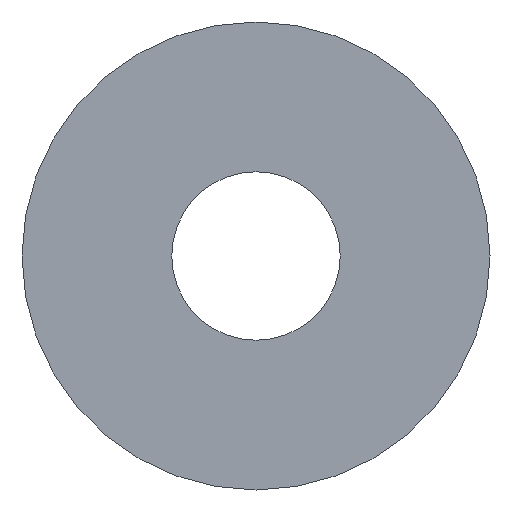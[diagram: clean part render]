
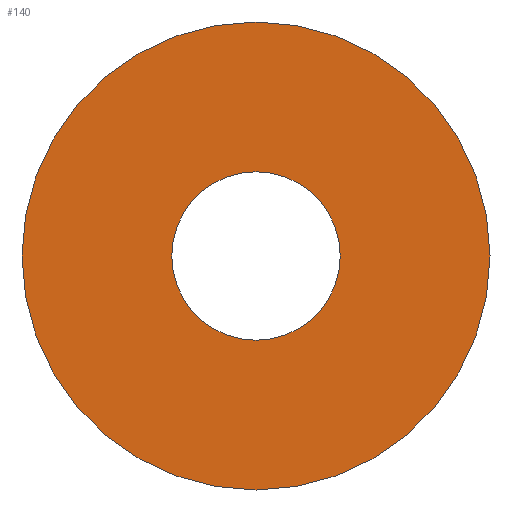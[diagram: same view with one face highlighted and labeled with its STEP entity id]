
A CAD part, front view. The second image highlights one B-rep face of the part: STEP entity #140.
In plain terms, the highlighted planar face has unit normal (0, -1, 0).
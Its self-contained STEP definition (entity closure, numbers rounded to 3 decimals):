
#21 = ORIENTED_EDGE ( 'NONE', *, *, #53, .T. ) ;
#23 = VERTEX_POINT ( 'NONE', #86 ) ;
#25 = CIRCLE ( 'NONE', #49, 7.5 ) ;
#28 = EDGE_CURVE ( 'NONE', #107, #157, #25, .T. ) ;
#49 = AXIS2_PLACEMENT_3D ( 'NONE', #193, #121, #60 ) ;
#50 = DIRECTION ( 'NONE',  ( 0., 0., 1. ) ) ;
#51 = PLANE ( 'NONE',  #79 ) ;
#53 = EDGE_CURVE ( 'NONE', #118, #23, #177, .T. ) ;
#60 = DIRECTION ( 'NONE',  ( 0., 0., 1. ) ) ;
#64 = CARTESIAN_POINT ( 'NONE',  ( 0., 0., 0. ) ) ;
#69 = AXIS2_PLACEMENT_3D ( 'NONE', #245, #228, #174 ) ;
#79 = AXIS2_PLACEMENT_3D ( 'NONE', #64, #189, #50 ) ;
#86 = CARTESIAN_POINT ( 'NONE',  ( 0., 0., 2.7 ) ) ;
#87 = AXIS2_PLACEMENT_3D ( 'NONE', #128, #133, #89 ) ;
#89 = DIRECTION ( 'NONE',  ( 0., 0., 1. ) ) ;
#101 = ORIENTED_EDGE ( 'NONE', *, *, #223, .F. ) ;
#107 = VERTEX_POINT ( 'NONE', #130 ) ;
#115 = ORIENTED_EDGE ( 'NONE', *, *, #229, .T. ) ;
#118 = VERTEX_POINT ( 'NONE', #224 ) ;
#121 = DIRECTION ( 'NONE',  ( 0., 1., 0. ) ) ;
#128 = CARTESIAN_POINT ( 'NONE',  ( 0., 0., 0. ) ) ;
#130 = CARTESIAN_POINT ( 'NONE',  ( 0., 0., 7.5 ) ) ;
#132 = EDGE_LOOP ( 'NONE', ( #101, #165 ) ) ;
#133 = DIRECTION ( 'NONE',  ( 0., 1., 0. ) ) ;
#137 = EDGE_LOOP ( 'NONE', ( #21, #115 ) ) ;
#140 = ADVANCED_FACE ( 'NONE', ( #190, #186 ), #51, .F. ) ;
#142 = DIRECTION ( 'NONE',  ( 0., 0., 1. ) ) ;
#157 = VERTEX_POINT ( 'NONE', #180 ) ;
#165 = ORIENTED_EDGE ( 'NONE', *, *, #28, .F. ) ;
#174 = DIRECTION ( 'NONE',  ( 0., 0., 1. ) ) ;
#176 = DIRECTION ( 'NONE',  ( 0., 1., 0. ) ) ;
#177 = CIRCLE ( 'NONE', #87, 2.7 ) ;
#180 = CARTESIAN_POINT ( 'NONE',  ( 0., 0., -7.5 ) ) ;
#186 = FACE_BOUND ( 'NONE', #137, .T. ) ;
#189 = DIRECTION ( 'NONE',  ( 0., 1., 0. ) ) ;
#190 = FACE_OUTER_BOUND ( 'NONE', #132, .T. ) ;
#193 = CARTESIAN_POINT ( 'NONE',  ( 0., 0., 0. ) ) ;
#201 = CARTESIAN_POINT ( 'NONE',  ( 0., 0., 0. ) ) ;
#204 = CIRCLE ( 'NONE', #69, 7.5 ) ;
#207 = CIRCLE ( 'NONE', #242, 2.7 ) ;
#223 = EDGE_CURVE ( 'NONE', #157, #107, #204, .T. ) ;
#224 = CARTESIAN_POINT ( 'NONE',  ( 0., 0., -2.7 ) ) ;
#228 = DIRECTION ( 'NONE',  ( 0., 1., 0. ) ) ;
#229 = EDGE_CURVE ( 'NONE', #23, #118, #207, .T. ) ;
#242 = AXIS2_PLACEMENT_3D ( 'NONE', #201, #176, #142 ) ;
#245 = CARTESIAN_POINT ( 'NONE',  ( 0., 0., 0. ) ) ;
